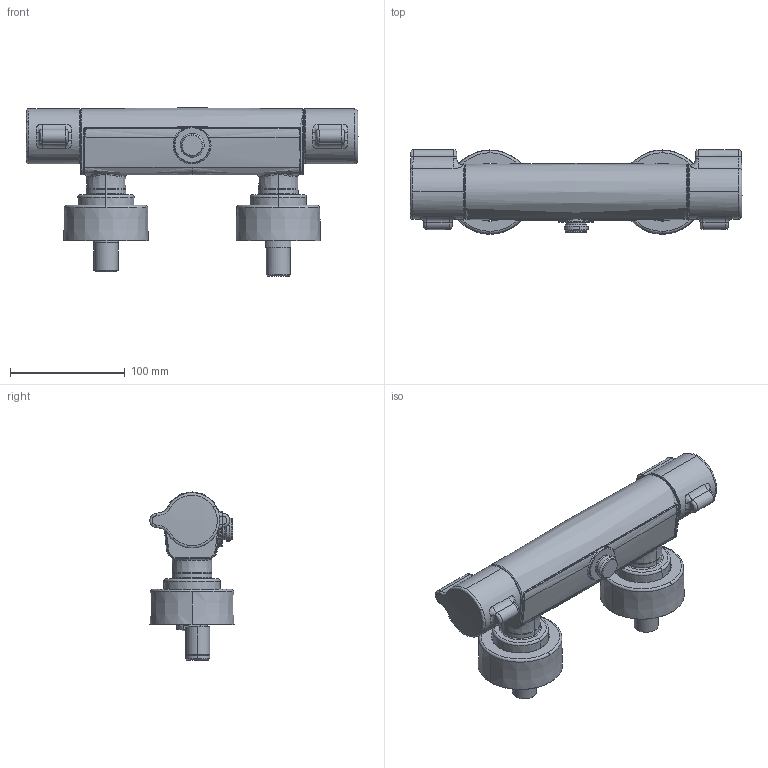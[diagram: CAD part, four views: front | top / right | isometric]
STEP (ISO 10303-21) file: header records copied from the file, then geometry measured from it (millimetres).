
FILE_DESCRIPTION (( 'STEP AP203' ), '1' );
FILE_NAME ('08806200.STEP', '2019-07-16T11:07:08', ( '' ), ( '' ), 'SwSTEP 2.0', 'SolidWorks 2016', '' );
FILE_SCHEMA (( 'CONFIG_CONTROL_DESIGN' ));
Length unit declared in the file: millimetre
Products named in the file (1): 08806200
Bounding box: 289.2 x 73.53 x 146.6 mm (x, y, z)
Volume: 556778.3 mm3; surface area: 169601.1 mm2
Topology: 1 solids, 1 shells, 584 faces, 1451 edges, 880 vertices
Faces by surface type: bspline 235, cylinder 168, plane 75, torus 54, cone 36, sphere 16
Entity records: 35519 total; most frequent: CARTESIAN_POINT 23452, ORIENTED_EDGE 2886, DIRECTION 2000, EDGE_CURVE 1443, VERTEX_POINT 880, AXIS2_PLACEMENT_3D 860, EDGE_LOOP 615, B_SPLINE_CURVE_WITH_KNOTS 605
